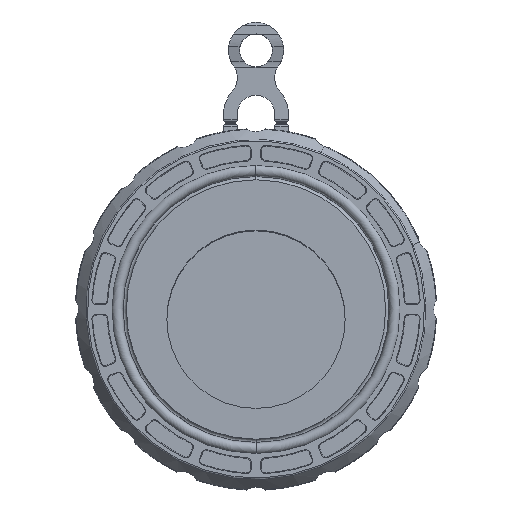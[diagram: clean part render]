
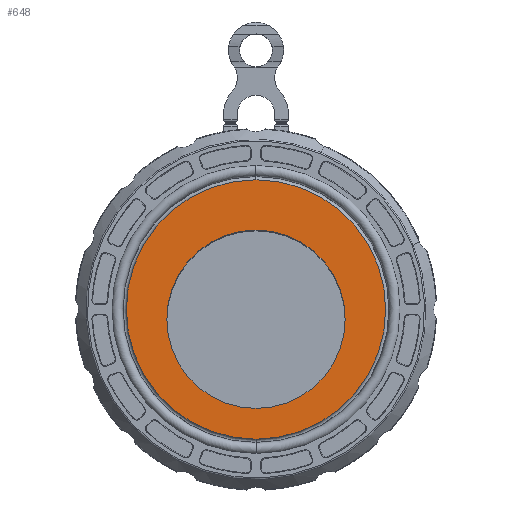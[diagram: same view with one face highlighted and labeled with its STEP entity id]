
A CAD part, left-side view. The second image highlights one B-rep face of the part: STEP entity #648.
In plain terms, the highlighted planar face has unit normal (-1, 0, 0).
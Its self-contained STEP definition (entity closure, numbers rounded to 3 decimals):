
#648=ADVANCED_FACE('',(#1715,#1716),#1717,.T.);
#1715=FACE_BOUND('',#3224,.T.);
#1716=FACE_OUTER_BOUND('',#3225,.T.);
#1717=PLANE('',#3226);
#3224=EDGE_LOOP('',(#5169,#5170));
#3225=EDGE_LOOP('',(#5171,#5172));
#3226=AXIS2_PLACEMENT_3D('',#5173,#5174,#5175);
#5169=ORIENTED_EDGE('',*,*,#9470,.T.);
#5170=ORIENTED_EDGE('',*,*,#9502,.T.);
#5171=ORIENTED_EDGE('',*,*,#9441,.T.);
#5172=ORIENTED_EDGE('',*,*,#9558,.T.);
#5173=CARTESIAN_POINT('',(-16.0,-48.032,19.896));
#5174=DIRECTION('',(-1.0,0.0,0.0));
#5175=DIRECTION('',(0.0,0.924,-0.383));
#9441=EDGE_CURVE('',#11455,#11458,#11460,.T.);
#9470=EDGE_CURVE('',#11509,#11513,#11515,.T.);
#9502=EDGE_CURVE('',#11513,#11509,#11563,.T.);
#9558=EDGE_CURVE('',#11458,#11455,#11638,.T.);
#11455=VERTEX_POINT('',#15029);
#11458=VERTEX_POINT('',#15033);
#11460=CIRCLE('',#15036,80.0);
#11509=VERTEX_POINT('',#15367);
#11513=VERTEX_POINT('',#15372);
#11515=CIRCLE('',#15375,55.0);
#11563=CIRCLE('',#15437,55.0);
#11638=CIRCLE('',#15860,80.0);
#15029=CARTESIAN_POINT('',(-16.0,0.0,-80.0));
#15033=CARTESIAN_POINT('',(-16.0,0.,80.0));
#15036=AXIS2_PLACEMENT_3D('',#20133,#20134,#20135);
#15367=CARTESIAN_POINT('',(-16.0,0.0,-61.0));
#15372=CARTESIAN_POINT('',(-16.0,0.,49.0));
#15375=AXIS2_PLACEMENT_3D('',#20169,#20170,#20171);
#15437=AXIS2_PLACEMENT_3D('',#20210,#20211,#20212);
#15860=AXIS2_PLACEMENT_3D('',#20253,#20254,#20255);
#20133=CARTESIAN_POINT('',(-16.0,0.0,0.0));
#20134=DIRECTION('',(-1.0,0.0,0.0));
#20135=DIRECTION('',(0.0,0.0,-1.0));
#20169=CARTESIAN_POINT('',(-16.0,0.0,-6.0));
#20170=DIRECTION('',(1.0,-0.0,0.0));
#20171=DIRECTION('',(0.0,0.0,-1.0));
#20210=CARTESIAN_POINT('',(-16.0,0.0,-6.0));
#20211=DIRECTION('',(1.0,-0.0,0.0));
#20212=DIRECTION('',(0.0,0.0,-1.0));
#20253=CARTESIAN_POINT('',(-16.0,0.0,0.0));
#20254=DIRECTION('',(-1.0,0.0,0.0));
#20255=DIRECTION('',(0.0,0.0,-1.0));
